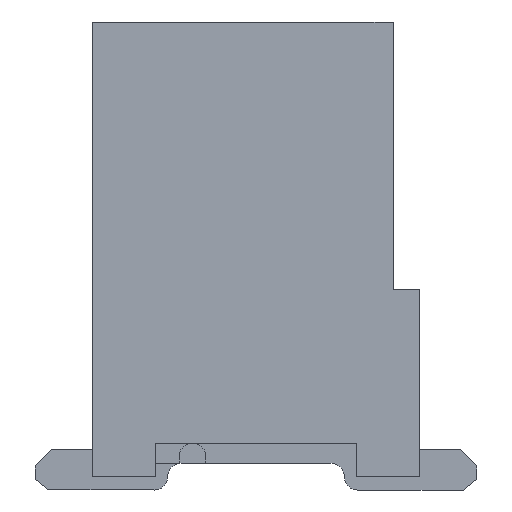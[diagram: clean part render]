
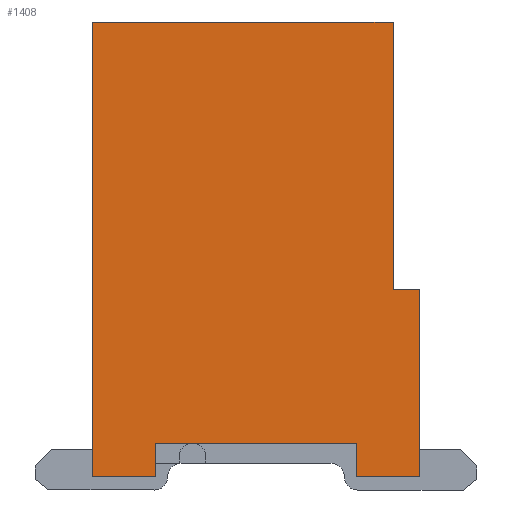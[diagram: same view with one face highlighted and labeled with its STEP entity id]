
A CAD part, left-side view. The second image highlights one B-rep face of the part: STEP entity #1408.
In plain terms, the highlighted planar face has unit normal (-1, 0, 0).
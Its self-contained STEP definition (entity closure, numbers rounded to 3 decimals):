
#305 = VERTEX_POINT('',#306);
#306 = CARTESIAN_POINT('',(-3.35,0.75,0.35));
#312 = EDGE_CURVE('',#313,#305,#315,.T.);
#313 = VERTEX_POINT('',#314);
#314 = CARTESIAN_POINT('',(-3.35,-0.75,0.35));
#315 = LINE('',#316,#317);
#316 = CARTESIAN_POINT('',(-3.35,0.75,0.35));
#317 = VECTOR('',#318,1.);
#318 = DIRECTION('',(0.,1.,0.));
#1230 = VERTEX_POINT('',#1231);
#1231 = CARTESIAN_POINT('',(-3.35,-1.225,1.5));
#1237 = EDGE_CURVE('',#1230,#1238,#1240,.T.);
#1238 = VERTEX_POINT('',#1239);
#1239 = CARTESIAN_POINT('',(-3.35,-1.225,0.1));
#1240 = LINE('',#1241,#1242);
#1241 = CARTESIAN_POINT('',(-3.35,-1.225,0.1));
#1242 = VECTOR('',#1243,1.);
#1243 = DIRECTION('',(0.,0.,-1.));
#1341 = EDGE_CURVE('',#313,#1342,#1344,.T.);
#1342 = VERTEX_POINT('',#1343);
#1343 = CARTESIAN_POINT('',(-3.35,-0.75,0.1));
#1344 = LINE('',#1345,#1346);
#1345 = CARTESIAN_POINT('',(-3.35,-0.75,0.1));
#1346 = VECTOR('',#1347,1.);
#1347 = DIRECTION('',(0.,0.,-1.));
#1382 = VERTEX_POINT('',#1383);
#1383 = CARTESIAN_POINT('',(-3.35,1.225,0.1));
#1389 = EDGE_CURVE('',#1390,#1382,#1392,.T.);
#1390 = VERTEX_POINT('',#1391);
#1391 = CARTESIAN_POINT('',(-3.35,1.225,3.5));
#1392 = LINE('',#1393,#1394);
#1393 = CARTESIAN_POINT('',(-3.35,1.225,0.1));
#1394 = VECTOR('',#1395,1.);
#1395 = DIRECTION('',(0.,0.,-1.));
#1408 = ADVANCED_FACE('',(#1409),#1457,.F.);
#1409 = FACE_BOUND('',#1410,.T.);
#1410 = EDGE_LOOP('',(#1411,#1419,#1427,#1433,#1434,#1442,#1448,#1449,
    #1450,#1456));
#1411 = ORIENTED_EDGE('',*,*,#1412,.T.);
#1412 = EDGE_CURVE('',#1230,#1413,#1415,.T.);
#1413 = VERTEX_POINT('',#1414);
#1414 = CARTESIAN_POINT('',(-3.35,-1.025,1.5));
#1415 = LINE('',#1416,#1417);
#1416 = CARTESIAN_POINT('',(-3.35,-1.225,1.5));
#1417 = VECTOR('',#1418,1.);
#1418 = DIRECTION('',(0.,1.,0.));
#1419 = ORIENTED_EDGE('',*,*,#1420,.F.);
#1420 = EDGE_CURVE('',#1421,#1413,#1423,.T.);
#1421 = VERTEX_POINT('',#1422);
#1422 = CARTESIAN_POINT('',(-3.35,-1.025,3.5));
#1423 = LINE('',#1424,#1425);
#1424 = CARTESIAN_POINT('',(-3.35,-1.025,1.5));
#1425 = VECTOR('',#1426,1.);
#1426 = DIRECTION('',(0.,0.,-1.));
#1427 = ORIENTED_EDGE('',*,*,#1428,.F.);
#1428 = EDGE_CURVE('',#1390,#1421,#1429,.T.);
#1429 = LINE('',#1430,#1431);
#1430 = CARTESIAN_POINT('',(-3.35,0.,3.5));
#1431 = VECTOR('',#1432,1.);
#1432 = DIRECTION('',(0.,-1.,0.));
#1433 = ORIENTED_EDGE('',*,*,#1389,.T.);
#1434 = ORIENTED_EDGE('',*,*,#1435,.T.);
#1435 = EDGE_CURVE('',#1382,#1436,#1438,.T.);
#1436 = VERTEX_POINT('',#1437);
#1437 = CARTESIAN_POINT('',(-3.35,0.75,0.1));
#1438 = LINE('',#1439,#1440);
#1439 = CARTESIAN_POINT('',(-3.35,-1.225,0.1));
#1440 = VECTOR('',#1441,1.);
#1441 = DIRECTION('',(0.,-1.,0.));
#1442 = ORIENTED_EDGE('',*,*,#1443,.T.);
#1443 = EDGE_CURVE('',#1436,#305,#1444,.T.);
#1444 = LINE('',#1445,#1446);
#1445 = CARTESIAN_POINT('',(-3.35,0.75,0.1));
#1446 = VECTOR('',#1447,1.);
#1447 = DIRECTION('',(0.,0.,1.));
#1448 = ORIENTED_EDGE('',*,*,#312,.F.);
#1449 = ORIENTED_EDGE('',*,*,#1341,.T.);
#1450 = ORIENTED_EDGE('',*,*,#1451,.T.);
#1451 = EDGE_CURVE('',#1342,#1238,#1452,.T.);
#1452 = LINE('',#1453,#1454);
#1453 = CARTESIAN_POINT('',(-3.35,-1.225,0.1));
#1454 = VECTOR('',#1455,1.);
#1455 = DIRECTION('',(0.,-1.,0.));
#1456 = ORIENTED_EDGE('',*,*,#1237,.F.);
#1457 = PLANE('',#1458);
#1458 = AXIS2_PLACEMENT_3D('',#1459,#1460,#1461);
#1459 = CARTESIAN_POINT('',(-3.35,-1.225,0.1));
#1460 = DIRECTION('',(1.,0.,0.));
#1461 = DIRECTION('',(0.,0.,-1.));
